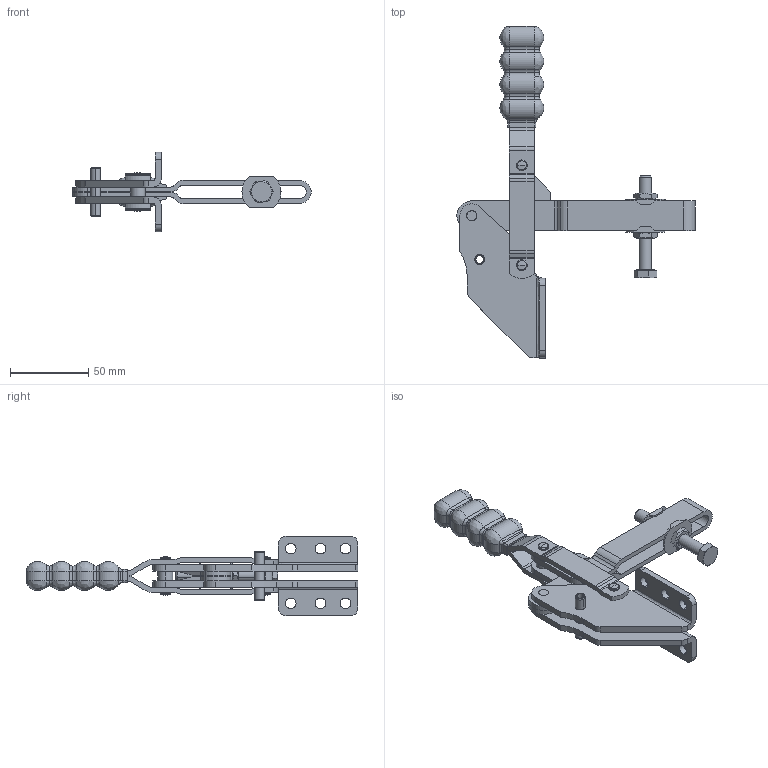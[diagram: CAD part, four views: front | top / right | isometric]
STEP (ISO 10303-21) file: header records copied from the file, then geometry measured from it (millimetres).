
FILE_DESCRIPTION((''),'2;1');
FILE_NAME('MG86UF.stp','2009-11-06T11:25:09',('David'),(''),'Autodesk Inventor 8','Autodesk Inventor 8','');
FILE_SCHEMA(('AUTOMOTIVE_DESIGN { 1 0 10303 214 1 1 1 1 }'));
Length unit declared in the file: millimetre
Products named in the file (7): MG86UF; MG86 F SIDEPLATE ASSEMBLY; MG86 HANDLE ASSEMBLY; MG86 LINK ASSEMBLY; MG86 SLIDER ASSEMBLY; MG86 U-BAR ASSEMBLY; ISO 4017  (Regular Thread) M8 x 60
Assembly tree (6 placements, depth 2):
  MG86UF
    MG86 F SIDEPLATE ASSEMBLY
    MG86 HANDLE ASSEMBLY
    MG86 LINK ASSEMBLY
    MG86 SLIDER ASSEMBLY
    MG86 U-BAR ASSEMBLY
    ISO 4017  (Regular Thread) M8 x 60
Bounding box: 152.41 x 212.39 x 51 mm (x, y, z)
Volume: 98025.2 mm3; surface area: 59004.7 mm2
Topology: 8 solids, 8 shells, 762 faces, 2143 edges, 1308 vertices
Faces by surface type: plane 280, cylinder 224, bspline 190, cone 48, torus 16, sphere 4
Entity records: 28089 total; most frequent: CARTESIAN_POINT 8246, ORIENTED_EDGE 4270, DIRECTION 4185, EDGE_CURVE 2135, AXIS2_PLACEMENT_3D 1517, VERTEX_POINT 1308, VECTOR 1151, LINE 1151
